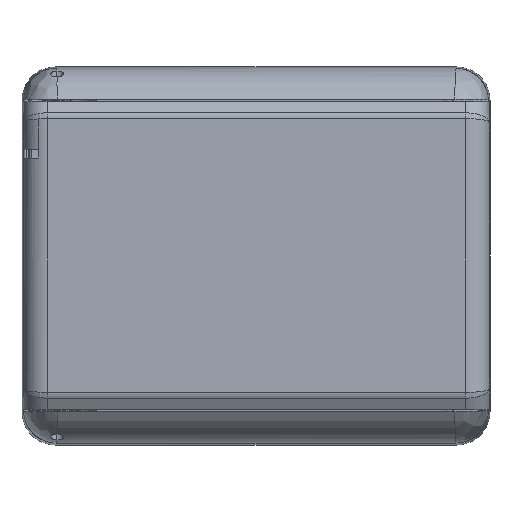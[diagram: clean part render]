
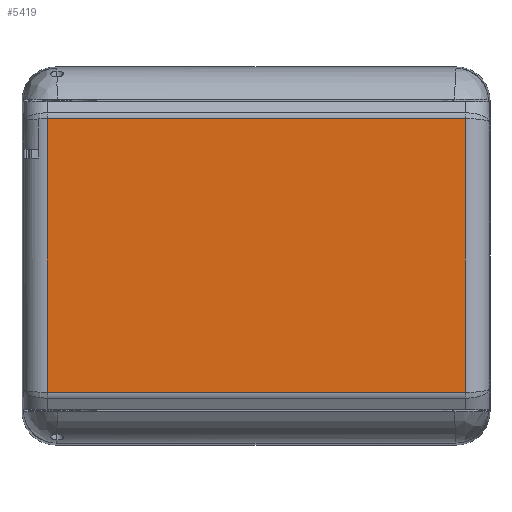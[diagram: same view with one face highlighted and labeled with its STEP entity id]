
A CAD part, top view. The second image highlights one B-rep face of the part: STEP entity #5419.
In plain terms, the highlighted planar face has unit normal (0, 0, 1).
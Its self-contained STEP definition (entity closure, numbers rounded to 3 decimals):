
#5348=AXIS2_PLACEMENT_3D('Plane Axis2P3D',#5345,#5346,#5347) ;
#5178=CARTESIAN_POINT('Vertex',(-52.928,-34.676,24.2)) ;
#5181=CARTESIAN_POINT('Line Origine',(-52.928,0.,24.2)) ;
#5185=CARTESIAN_POINT('Vertex',(-52.928,34.676,24.2)) ;
#5345=CARTESIAN_POINT('Axis2P3D Location',(-59.043,39.15,24.2)) ;
#5351=CARTESIAN_POINT('Control Point',(53.038,34.676,24.2)) ;
#5352=CARTESIAN_POINT('Control Point',(53.039,34.676,24.2)) ;
#5353=CARTESIAN_POINT('Control Point',(53.04,34.676,24.2)) ;
#5354=CARTESIAN_POINT('Control Point',(53.04,34.676,24.2)) ;
#5355=CARTESIAN_POINT('Control Point',(53.041,34.676,24.2)) ;
#5356=CARTESIAN_POINT('Control Point',(53.042,34.676,24.2)) ;
#5357=CARTESIAN_POINT('Vertex',(53.038,34.676,24.2)) ;
#5359=CARTESIAN_POINT('Vertex',(53.042,34.676,24.2)) ;
#5362=CARTESIAN_POINT('Line Origine',(0.057,34.676,24.2)) ;
#5366=CARTESIAN_POINT('Vertex',(-52.925,34.676,24.2)) ;
#5370=CARTESIAN_POINT('Control Point',(-52.928,34.676,24.2)) ;
#5371=CARTESIAN_POINT('Control Point',(-52.928,34.676,24.2)) ;
#5372=CARTESIAN_POINT('Control Point',(-52.927,34.676,24.2)) ;
#5373=CARTESIAN_POINT('Control Point',(-52.926,34.676,24.2)) ;
#5374=CARTESIAN_POINT('Control Point',(-52.926,34.676,24.2)) ;
#5375=CARTESIAN_POINT('Control Point',(-52.925,34.676,24.2)) ;
#5378=CARTESIAN_POINT('Control Point',(-52.928,-34.676,24.2)) ;
#5379=CARTESIAN_POINT('Control Point',(-52.928,-34.676,24.2)) ;
#5380=CARTESIAN_POINT('Control Point',(-52.927,-34.676,24.2)) ;
#5381=CARTESIAN_POINT('Control Point',(-52.926,-34.676,24.2)) ;
#5382=CARTESIAN_POINT('Control Point',(-52.926,-34.676,24.2)) ;
#5383=CARTESIAN_POINT('Control Point',(-52.925,-34.676,24.2)) ;
#5384=CARTESIAN_POINT('Vertex',(-52.925,-34.676,24.2)) ;
#5387=CARTESIAN_POINT('Line Origine',(0.057,-34.676,24.2)) ;
#5391=CARTESIAN_POINT('Vertex',(53.038,-34.676,24.2)) ;
#5395=CARTESIAN_POINT('Control Point',(53.038,-34.676,24.2)) ;
#5396=CARTESIAN_POINT('Control Point',(53.039,-34.676,24.2)) ;
#5397=CARTESIAN_POINT('Control Point',(53.04,-34.676,24.2)) ;
#5398=CARTESIAN_POINT('Control Point',(53.04,-34.676,24.2)) ;
#5399=CARTESIAN_POINT('Control Point',(53.041,-34.676,24.2)) ;
#5400=CARTESIAN_POINT('Control Point',(53.042,-34.676,24.2)) ;
#5401=CARTESIAN_POINT('Vertex',(53.042,-34.676,24.2)) ;
#5404=CARTESIAN_POINT('Line Origine',(53.042,0.,24.2)) ;
#5182=DIRECTION('Vector Direction',(0.,-1.,0.)) ;
#5346=DIRECTION('Axis2P3D Direction',(0.,0.,-1.)) ;
#5347=DIRECTION('Axis2P3D XDirection',(1.,0.,0.)) ;
#5363=DIRECTION('Vector Direction',(-1.,0.,0.)) ;
#5388=DIRECTION('Vector Direction',(-1.,0.,0.)) ;
#5405=DIRECTION('Vector Direction',(0.,-1.,0.)) ;
#5183=VECTOR('Line Direction',#5182,1.) ;
#5364=VECTOR('Line Direction',#5363,1.) ;
#5389=VECTOR('Line Direction',#5388,1.) ;
#5406=VECTOR('Line Direction',#5405,1.) ;
#5410=ORIENTED_EDGE('',*,*,#5361,.F.) ;
#5411=ORIENTED_EDGE('',*,*,#5368,.T.) ;
#5412=ORIENTED_EDGE('',*,*,#5376,.F.) ;
#5413=ORIENTED_EDGE('',*,*,#5187,.T.) ;
#5414=ORIENTED_EDGE('',*,*,#5386,.T.) ;
#5415=ORIENTED_EDGE('',*,*,#5393,.F.) ;
#5416=ORIENTED_EDGE('',*,*,#5403,.T.) ;
#5417=ORIENTED_EDGE('',*,*,#5408,.F.) ;
#5419=ADVANCED_FACE('Surface.220',(#5418),#5349,.F.) ;
#5350=B_SPLINE_CURVE_WITH_KNOTS('',5,(#5351,#5352,#5353,#5354,#5355,#5356),.UNSPECIFIED.,.F.,.U.,(6,6),(20.818,20.825),.UNSPECIFIED.) ;
#5369=B_SPLINE_CURVE_WITH_KNOTS('',5,(#5370,#5371,#5372,#5373,#5374,#5375),.UNSPECIFIED.,.F.,.U.,(6,6),(32.38,32.387),.UNSPECIFIED.) ;
#5377=B_SPLINE_CURVE_WITH_KNOTS('',5,(#5378,#5379,#5380,#5381,#5382,#5383),.UNSPECIFIED.,.F.,.U.,(6,6),(32.38,32.387),.UNSPECIFIED.) ;
#5394=B_SPLINE_CURVE_WITH_KNOTS('',5,(#5395,#5396,#5397,#5398,#5399,#5400),.UNSPECIFIED.,.F.,.U.,(6,6),(20.818,20.825),.UNSPECIFIED.) ;
#5187=EDGE_CURVE('',#5186,#5179,#5184,.T.) ;
#5361=EDGE_CURVE('',#5358,#5360,#5350,.T.) ;
#5368=EDGE_CURVE('',#5358,#5367,#5365,.T.) ;
#5376=EDGE_CURVE('',#5186,#5367,#5369,.T.) ;
#5386=EDGE_CURVE('',#5179,#5385,#5377,.T.) ;
#5393=EDGE_CURVE('',#5392,#5385,#5390,.T.) ;
#5403=EDGE_CURVE('',#5392,#5402,#5394,.T.) ;
#5408=EDGE_CURVE('',#5360,#5402,#5407,.T.) ;
#5409=EDGE_LOOP('',(#5410,#5411,#5412,#5413,#5414,#5415,#5416,#5417)) ;
#5418=FACE_OUTER_BOUND('',#5409,.T.) ;
#5184=LINE('Line',#5181,#5183) ;
#5365=LINE('Line',#5362,#5364) ;
#5390=LINE('Line',#5387,#5389) ;
#5407=LINE('Line',#5404,#5406) ;
#5349=PLANE('',#5348) ;
#5179=VERTEX_POINT('',#5178) ;
#5186=VERTEX_POINT('',#5185) ;
#5358=VERTEX_POINT('',#5357) ;
#5360=VERTEX_POINT('',#5359) ;
#5367=VERTEX_POINT('',#5366) ;
#5385=VERTEX_POINT('',#5384) ;
#5392=VERTEX_POINT('',#5391) ;
#5402=VERTEX_POINT('',#5401) ;
